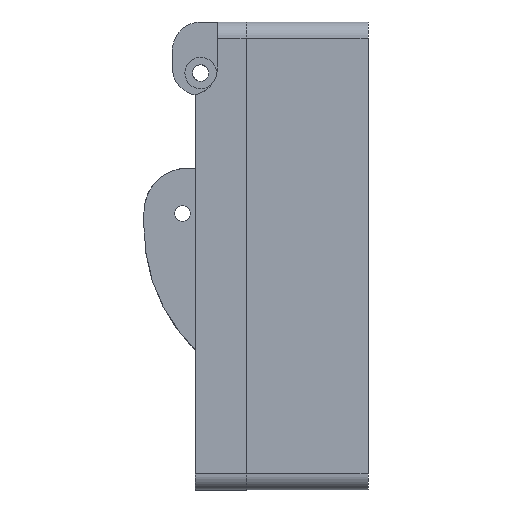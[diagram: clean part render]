
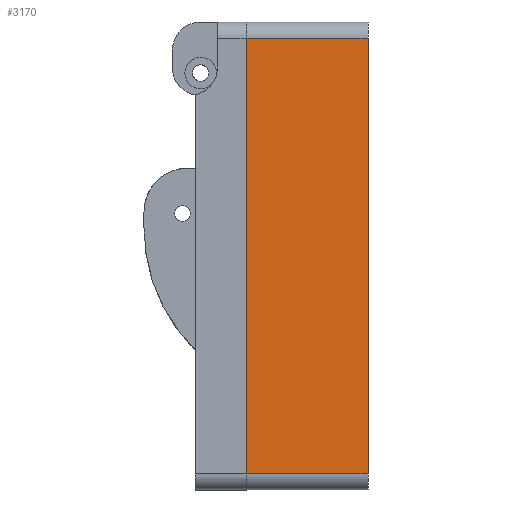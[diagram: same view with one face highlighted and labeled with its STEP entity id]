
A CAD part, front view. The second image highlights one B-rep face of the part: STEP entity #3170.
In plain terms, the highlighted planar face has unit normal (0, -1, 0).
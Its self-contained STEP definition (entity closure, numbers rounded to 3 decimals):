
#319=FACE_OUTER_BOUND('',#504,.T.);
#504=EDGE_LOOP('',(#2320,#2321,#2322,#2323));
#761=LINE('',#4851,#1082);
#766=LINE('',#4863,#1087);
#769=LINE('',#4873,#1090);
#770=LINE('',#4874,#1091);
#1082=VECTOR('',#3886,10.);
#1087=VECTOR('',#3897,10.);
#1090=VECTOR('',#3906,10.);
#1091=VECTOR('',#3907,10.);
#1392=VERTEX_POINT('',#4848);
#1393=VERTEX_POINT('',#4850);
#1397=VERTEX_POINT('',#4862);
#1401=VERTEX_POINT('',#4872);
#1746=EDGE_CURVE('',#1392,#1393,#761,.T.);
#1753=EDGE_CURVE('',#1397,#1393,#766,.T.);
#1758=EDGE_CURVE('',#1392,#1401,#769,.T.);
#1759=EDGE_CURVE('',#1397,#1401,#770,.T.);
#2320=ORIENTED_EDGE('',*,*,#1746,.F.);
#2321=ORIENTED_EDGE('',*,*,#1758,.T.);
#2322=ORIENTED_EDGE('',*,*,#1759,.F.);
#2323=ORIENTED_EDGE('',*,*,#1753,.T.);
#3047=PLANE('',#3399);
#3170=ADVANCED_FACE('',(#319),#3047,.T.);
#3399=AXIS2_PLACEMENT_3D('',#4871,#3904,#3905);
#3886=DIRECTION('',(-1.,0.,0.));
#3897=DIRECTION('',(0.,0.,-1.));
#3904=DIRECTION('center_axis',(0.,-1.,0.));
#3905=DIRECTION('ref_axis',(0.,0.,-1.));
#3906=DIRECTION('',(0.,0.,1.));
#3907=DIRECTION('',(1.,0.,0.));
#4848=CARTESIAN_POINT('',(25.387,-244.015,-38.736));
#4850=CARTESIAN_POINT('',(3.887,-244.015,-38.736));
#4851=CARTESIAN_POINT('',(18.262,-244.015,-38.736));
#4862=CARTESIAN_POINT('',(3.887,-244.015,38.092));
#4863=CARTESIAN_POINT('',(3.887,-244.015,-41.562));
#4871=CARTESIAN_POINT('Origin',(14.637,-244.015,-0.322));
#4872=CARTESIAN_POINT('',(25.387,-244.015,38.092));
#4873=CARTESIAN_POINT('',(25.387,-244.015,40.918));
#4874=CARTESIAN_POINT('',(18.262,-244.015,38.092));
